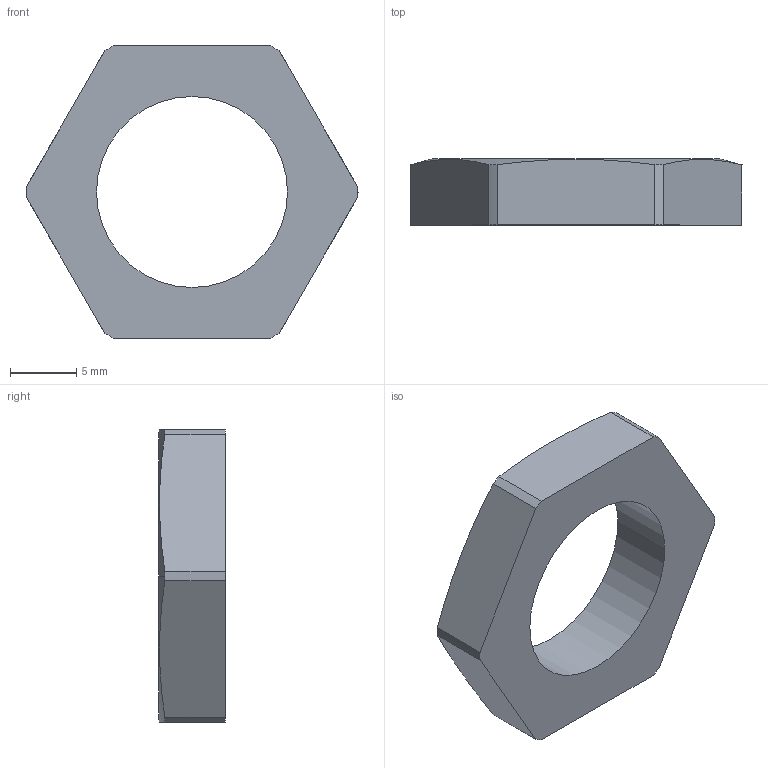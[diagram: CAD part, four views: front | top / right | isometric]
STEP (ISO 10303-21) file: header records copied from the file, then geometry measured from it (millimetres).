
FILE_DESCRIPTION(('Creo Elements/Direct Modeling STEP Export'),'2;1');
FILE_NAME('model.stp','2018-03-27T22:53:45',(''),(''),'Creo Elements/Direct Modeling STEP processor for AP214 (Solid Model)','Creo Elements/Direct Modeling 18.1I 14-Aug-2016 (C) Parametric Technology GmbH','');
FILE_SCHEMA(('AUTOMOTIVE_DESIGN { 1 0 10303 214 1 1 1 1 }'));
Length unit declared in the file: millimetre
Products named in the file (2): WP_CN_PA_M16-select
Assembly tree (1 placements, depth 2):
  WP_CN_PA_M16-select
    WP_CN_PA_M16-select
Bounding box: 25 x 5 x 22 mm (x, y, z)
Volume: 1274.4 mm3; surface area: 1102.6 mm2
Topology: 1 solids, 1 shells, 18 faces, 48 edges, 32 vertices
Faces by surface type: cylinder 8, plane 8, cone 2
Entity records: 941 total; most frequent: CARTESIAN_POINT 338, ORIENTED_EDGE 96, DIRECTION 74, EDGE_CURVE 48, VERTEX_POINT 32, AXIS2_PLACEMENT_3D 26, VECTOR 22, LINE 22
